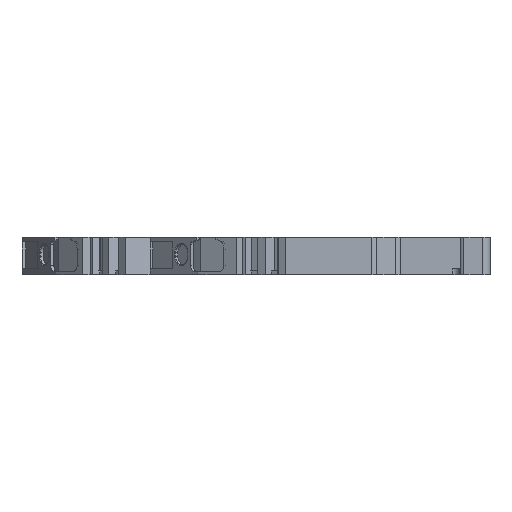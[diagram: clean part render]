
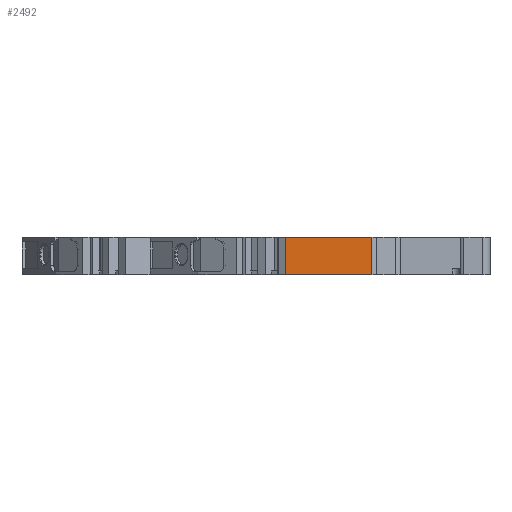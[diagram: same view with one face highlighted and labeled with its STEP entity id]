
A CAD part, left-side view. The second image highlights one B-rep face of the part: STEP entity #2492.
In plain terms, the highlighted planar face has unit normal (-1, 0, 0).
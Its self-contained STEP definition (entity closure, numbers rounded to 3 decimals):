
#248 = ORIENTED_EDGE ( 'NONE', *, *, #6778, .F. ) ;
#536 = CARTESIAN_POINT ( 'NONE',  ( -35.25, 21.139, 0. ) ) ;
#701 = PLANE ( 'NONE',  #2899 ) ;
#799 = CARTESIAN_POINT ( 'NONE',  ( -35.25, 21.139, 5. ) ) ;
#1391 = CARTESIAN_POINT ( 'NONE',  ( -35.25, 9.58, 5. ) ) ;
#1469 = DIRECTION ( 'NONE',  ( 0., 0., -1. ) ) ;
#1511 = ORIENTED_EDGE ( 'NONE', *, *, #4449, .F. ) ;
#2335 = VERTEX_POINT ( 'NONE', #1391 ) ;
#2477 = DIRECTION ( 'NONE',  ( 0., 0., -1. ) ) ;
#2492 = ADVANCED_FACE ( 'NONE', ( #8585 ), #701, .F. ) ;
#2568 = DIRECTION ( 'NONE',  ( 0., -1., 0. ) ) ;
#2686 = CARTESIAN_POINT ( 'NONE',  ( -35.25, 9.58, 5. ) ) ;
#2854 = ORIENTED_EDGE ( 'NONE', *, *, #5258, .T. ) ;
#2899 = AXIS2_PLACEMENT_3D ( 'NONE', #799, #7814, #1469 ) ;
#3370 = LINE ( 'NONE', #7725, #3530 ) ;
#3473 = VERTEX_POINT ( 'NONE', #6202 ) ;
#3530 = VECTOR ( 'NONE', #6360, 1000. ) ;
#3627 = CARTESIAN_POINT ( 'NONE',  ( -35.25, 21.139, 5. ) ) ;
#4313 = DIRECTION ( 'NONE',  ( 0., 0., -1. ) ) ;
#4345 = ORIENTED_EDGE ( 'NONE', *, *, #6518, .T. ) ;
#4402 = LINE ( 'NONE', #2686, #7952 ) ;
#4449 = EDGE_CURVE ( 'NONE', #2335, #9382, #4402, .T. ) ;
#5079 = LINE ( 'NONE', #6207, #5261 ) ;
#5258 = EDGE_CURVE ( 'NONE', #3473, #8934, #8831, .T. ) ;
#5261 = VECTOR ( 'NONE', #2568, 1000. ) ;
#6202 = CARTESIAN_POINT ( 'NONE',  ( -35.25, 21.139, 5. ) ) ;
#6207 = CARTESIAN_POINT ( 'NONE',  ( -35.25, 21.139, 5. ) ) ;
#6360 = DIRECTION ( 'NONE',  ( 0., -1., 0. ) ) ;
#6518 = EDGE_CURVE ( 'NONE', #8934, #9382, #3370, .T. ) ;
#6778 = EDGE_CURVE ( 'NONE', #3473, #2335, #5079, .T. ) ;
#7725 = CARTESIAN_POINT ( 'NONE',  ( -35.25, 21.139, 0. ) ) ;
#7814 = DIRECTION ( 'NONE',  ( 1., 0., 0. ) ) ;
#7952 = VECTOR ( 'NONE', #4313, 1000. ) ;
#8585 = FACE_OUTER_BOUND ( 'NONE', #9678, .T. ) ;
#8680 = CARTESIAN_POINT ( 'NONE',  ( -35.25, 9.58, 0. ) ) ;
#8831 = LINE ( 'NONE', #3627, #10167 ) ;
#8934 = VERTEX_POINT ( 'NONE', #536 ) ;
#9382 = VERTEX_POINT ( 'NONE', #8680 ) ;
#9678 = EDGE_LOOP ( 'NONE', ( #4345, #1511, #248, #2854 ) ) ;
#10167 = VECTOR ( 'NONE', #2477, 1000. ) ;
